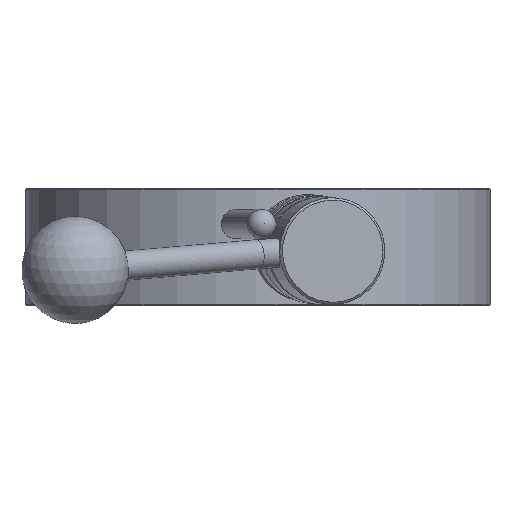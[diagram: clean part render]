
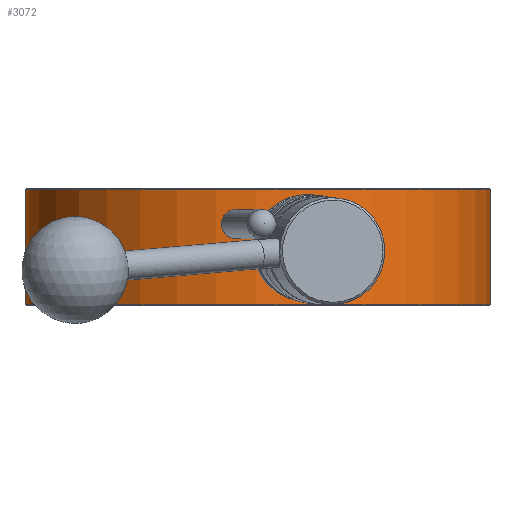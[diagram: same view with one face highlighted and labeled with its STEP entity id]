
A CAD part, left-side view. The second image highlights one B-rep face of the part: STEP entity #3072.
In plain terms, the highlighted cylindrical face has radius 75.819 mm (diameter 151.638 mm), a full revolution.
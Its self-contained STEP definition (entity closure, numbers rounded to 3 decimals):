
#85=CYLINDRICAL_SURFACE('',#3370,75.819);
#301=FACE_OUTER_BOUND('',#516,.T.);
#516=EDGE_LOOP('',(#2284,#2285,#2286,#2287,#2288,#2289));
#744=LINE('',#4985,#936);
#936=VECTOR('',#3974,75.819);
#1161=CIRCLE('',#3368,75.819);
#1162=CIRCLE('',#3369,75.819);
#1163=CIRCLE('',#3371,75.819);
#1164=CIRCLE('',#3372,75.819);
#1398=VERTEX_POINT('',#4978);
#1399=VERTEX_POINT('',#4979);
#1400=VERTEX_POINT('',#4984);
#1401=VERTEX_POINT('',#4986);
#1735=EDGE_CURVE('',#1398,#1399,#1161,.T.);
#1737=EDGE_CURVE('',#1399,#1398,#1162,.T.);
#1738=EDGE_CURVE('',#1398,#1400,#744,.T.);
#1739=EDGE_CURVE('',#1401,#1400,#1163,.T.);
#1740=EDGE_CURVE('',#1400,#1401,#1164,.T.);
#2284=ORIENTED_EDGE('',*,*,#1735,.F.);
#2285=ORIENTED_EDGE('',*,*,#1738,.T.);
#2286=ORIENTED_EDGE('',*,*,#1739,.F.);
#2287=ORIENTED_EDGE('',*,*,#1740,.F.);
#2288=ORIENTED_EDGE('',*,*,#1738,.F.);
#2289=ORIENTED_EDGE('',*,*,#1737,.F.);
#3072=ADVANCED_FACE('',(#301),#85,.T.);
#3368=AXIS2_PLACEMENT_3D('',#4980,#3967,#3968);
#3369=AXIS2_PLACEMENT_3D('',#4982,#3970,#3971);
#3370=AXIS2_PLACEMENT_3D('',#4983,#3972,#3973);
#3371=AXIS2_PLACEMENT_3D('',#4987,#3975,#3976);
#3372=AXIS2_PLACEMENT_3D('',#4988,#3977,#3978);
#3967=DIRECTION('center_axis',(0.,0.,1.));
#3968=DIRECTION('ref_axis',(0.507,0.862,0.));
#3970=DIRECTION('center_axis',(0.,0.,1.));
#3971=DIRECTION('ref_axis',(0.507,0.862,0.));
#3972=DIRECTION('center_axis',(0.,0.,1.));
#3973=DIRECTION('ref_axis',(-0.507,-0.862,0.));
#3974=DIRECTION('',(0.,0.,-1.));
#3975=DIRECTION('center_axis',(0.,0.,-1.));
#3976=DIRECTION('ref_axis',(0.507,0.862,0.));
#3977=DIRECTION('center_axis',(0.,0.,-1.));
#3978=DIRECTION('ref_axis',(0.507,0.862,0.));
#4978=CARTESIAN_POINT('',(673.577,302.014,133.727));
#4979=CARTESIAN_POINT('',(596.67,171.325,133.727));
#4980=CARTESIAN_POINT('Origin',(635.123,236.669,133.727));
#4982=CARTESIAN_POINT('Origin',(635.123,236.669,133.727));
#4983=CARTESIAN_POINT('Origin',(635.123,236.669,114.88));
#4984=CARTESIAN_POINT('',(673.577,302.014,96.033));
#4985=CARTESIAN_POINT('',(673.577,302.014,114.88));
#4986=CARTESIAN_POINT('',(596.67,171.325,96.033));
#4987=CARTESIAN_POINT('Origin',(635.123,236.669,96.033));
#4988=CARTESIAN_POINT('Origin',(635.123,236.669,96.033));
